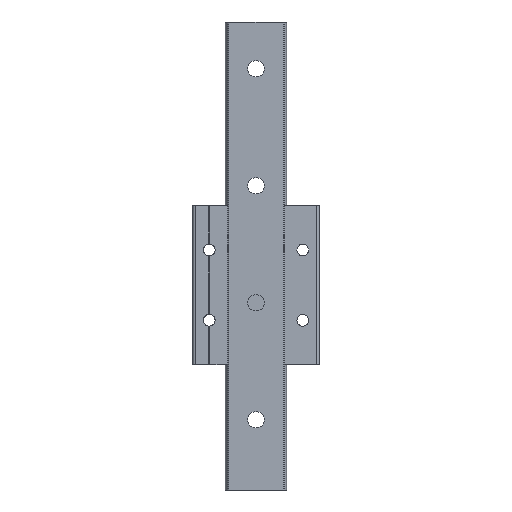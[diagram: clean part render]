
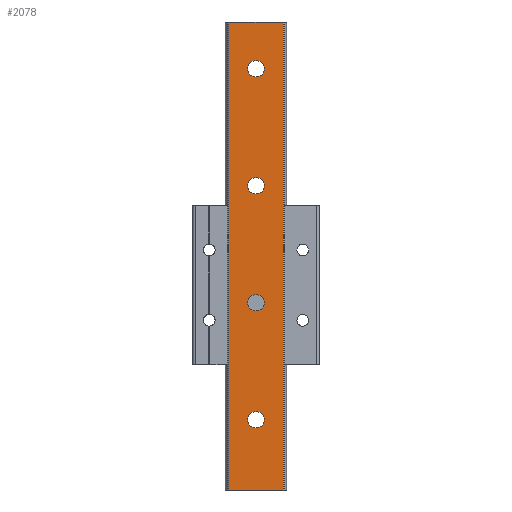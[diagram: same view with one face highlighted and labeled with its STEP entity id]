
A CAD part, front view. The second image highlights one B-rep face of the part: STEP entity #2078.
In plain terms, the highlighted planar face has unit normal (0, -1, 0).
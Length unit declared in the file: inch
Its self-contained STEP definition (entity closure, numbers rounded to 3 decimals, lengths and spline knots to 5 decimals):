
#101 = CARTESIAN_POINT ( 'NONE',  ( 0.23007, 0., -3.937 ) ) ;
#112 = AXIS2_PLACEMENT_3D ( 'NONE', #2930, #2908, #1704 ) ;
#122 = VECTOR ( 'NONE', #2788, 39.37008 ) ;
#154 = CARTESIAN_POINT ( 'NONE',  ( 0., 0., -2.29331 ) ) ;
#300 = DIRECTION ( 'NONE',  ( 0., 0., 1. ) ) ;
#308 = EDGE_LOOP ( 'NONE', ( #3289, #2176 ) ) ;
#332 = ORIENTED_EDGE ( 'NONE', *, *, #2571, .T. ) ;
#416 = CARTESIAN_POINT ( 'NONE',  ( -0.23007, 0., -3.93701 ) ) ;
#511 = CIRCLE ( 'NONE', #1411, 0.0689 ) ;
#567 = EDGE_CURVE ( 'NONE', #4932, #1330, #1967, .T. ) ;
#574 = EDGE_CURVE ( 'NONE', #1644, #2948, #1920, .T. ) ;
#592 = CIRCLE ( 'NONE', #112, 0.0689 ) ;
#607 = CARTESIAN_POINT ( 'NONE',  ( -0.23007, 0., 0. ) ) ;
#609 = AXIS2_PLACEMENT_3D ( 'NONE', #1659, #4891, #1327 ) ;
#620 = EDGE_CURVE ( 'NONE', #772, #2652, #1015, .T. ) ;
#621 = FACE_BOUND ( 'NONE', #3218, .T. ) ;
#631 = CARTESIAN_POINT ( 'NONE',  ( 0.23007, 0., 0. ) ) ;
#645 = FACE_OUTER_BOUND ( 'NONE', #1111, .T. ) ;
#674 = DIRECTION ( 'NONE',  ( 0., 1., 0. ) ) ;
#771 = CARTESIAN_POINT ( 'NONE',  ( 0., 0., -1.37795 ) ) ;
#772 = VERTEX_POINT ( 'NONE', #1096 ) ;
#787 = DIRECTION ( 'NONE',  ( 0., 1., 0. ) ) ;
#895 = CARTESIAN_POINT ( 'NONE',  ( 0., 0., -0.4626 ) ) ;
#938 = CARTESIAN_POINT ( 'NONE',  ( 0., 0., -0.3248 ) ) ;
#946 = ORIENTED_EDGE ( 'NONE', *, *, #4238, .T. ) ;
#1015 = CIRCLE ( 'NONE', #609, 0.0689 ) ;
#1032 = EDGE_CURVE ( 'NONE', #1330, #1124, #2423, .T. ) ;
#1052 = PLANE ( 'NONE',  #3199 ) ;
#1073 = EDGE_LOOP ( 'NONE', ( #1317, #4564 ) ) ;
#1096 = CARTESIAN_POINT ( 'NONE',  ( 0., 0., -3.41535 ) ) ;
#1111 = EDGE_LOOP ( 'NONE', ( #3550, #2603, #3109, #2075 ) ) ;
#1124 = VERTEX_POINT ( 'NONE', #631 ) ;
#1130 = CARTESIAN_POINT ( 'NONE',  ( 0., 0., -1.37795 ) ) ;
#1135 = ORIENTED_EDGE ( 'NONE', *, *, #3139, .T. ) ;
#1206 = DIRECTION ( 'NONE',  ( 0., 1., 0. ) ) ;
#1225 = CARTESIAN_POINT ( 'NONE',  ( 0., 0., -0.3937 ) ) ;
#1317 = ORIENTED_EDGE ( 'NONE', *, *, #574, .T. ) ;
#1327 = DIRECTION ( 'NONE',  ( 0., 0., 1. ) ) ;
#1330 = VERTEX_POINT ( 'NONE', #2351 ) ;
#1368 = DIRECTION ( 'NONE',  ( 0., 0., 1. ) ) ;
#1392 = AXIS2_PLACEMENT_3D ( 'NONE', #4305, #787, #300 ) ;
#1398 = LINE ( 'NONE', #607, #4769 ) ;
#1411 = AXIS2_PLACEMENT_3D ( 'NONE', #1854, #2699, #1879 ) ;
#1444 = DIRECTION ( 'NONE',  ( 0., -1., 0. ) ) ;
#1524 = VERTEX_POINT ( 'NONE', #938 ) ;
#1563 = CARTESIAN_POINT ( 'NONE',  ( 0.23007, 0., -3.93701 ) ) ;
#1643 = EDGE_LOOP ( 'NONE', ( #946, #332 ) ) ;
#1644 = VERTEX_POINT ( 'NONE', #3778 ) ;
#1659 = CARTESIAN_POINT ( 'NONE',  ( 0., 0., -3.34646 ) ) ;
#1704 = DIRECTION ( 'NONE',  ( 0., 0., 1. ) ) ;
#1756 = EDGE_CURVE ( 'NONE', #3386, #2336, #4349, .T. ) ;
#1803 = AXIS2_PLACEMENT_3D ( 'NONE', #1225, #3198, #1965 ) ;
#1849 = DIRECTION ( 'NONE',  ( 0., 0., 1. ) ) ;
#1854 = CARTESIAN_POINT ( 'NONE',  ( 0., 0., -3.34646 ) ) ;
#1879 = DIRECTION ( 'NONE',  ( 0., 0., 1. ) ) ;
#1920 = CIRCLE ( 'NONE', #4798, 0.0689 ) ;
#1965 = DIRECTION ( 'NONE',  ( 0., 0., 1. ) ) ;
#1967 = LINE ( 'NONE', #1563, #122 ) ;
#1977 = ORIENTED_EDGE ( 'NONE', *, *, #1756, .T. ) ;
#2062 = VECTOR ( 'NONE', #1368, 39.37008 ) ;
#2075 = ORIENTED_EDGE ( 'NONE', *, *, #2880, .F. ) ;
#2078 = ADVANCED_FACE ( 'NONE', ( #4137, #621, #3358, #4160, #645 ), #1052, .T. ) ;
#2092 = DIRECTION ( 'NONE',  ( 0., 0., 1. ) ) ;
#2176 = ORIENTED_EDGE ( 'NONE', *, *, #620, .T. ) ;
#2213 = CIRCLE ( 'NONE', #1803, 0.0689 ) ;
#2273 = CARTESIAN_POINT ( 'NONE',  ( 0., 0., -1.44685 ) ) ;
#2336 = VERTEX_POINT ( 'NONE', #4853 ) ;
#2351 = CARTESIAN_POINT ( 'NONE',  ( 0.23007, 0., -3.93701 ) ) ;
#2363 = VERTEX_POINT ( 'NONE', #895 ) ;
#2375 = CARTESIAN_POINT ( 'NONE',  ( 0., 0., -3.27756 ) ) ;
#2423 = LINE ( 'NONE', #101, #3391 ) ;
#2497 = LINE ( 'NONE', #4066, #2062 ) ;
#2571 = EDGE_CURVE ( 'NONE', #2363, #1524, #2213, .T. ) ;
#2603 = ORIENTED_EDGE ( 'NONE', *, *, #567, .T. ) ;
#2629 = AXIS2_PLACEMENT_3D ( 'NONE', #4184, #674, #1849 ) ;
#2652 = VERTEX_POINT ( 'NONE', #2375 ) ;
#2699 = DIRECTION ( 'NONE',  ( 0., 1., 0. ) ) ;
#2788 = DIRECTION ( 'NONE',  ( 1., 0., 0. ) ) ;
#2880 = EDGE_CURVE ( 'NONE', #4984, #1124, #1398, .T. ) ;
#2908 = DIRECTION ( 'NONE',  ( 0., 1., 0. ) ) ;
#2930 = CARTESIAN_POINT ( 'NONE',  ( 0., 0., -0.3937 ) ) ;
#2948 = VERTEX_POINT ( 'NONE', #2273 ) ;
#3004 = DIRECTION ( 'NONE',  ( 1., 0., 0. ) ) ;
#3109 = ORIENTED_EDGE ( 'NONE', *, *, #1032, .T. ) ;
#3139 = EDGE_CURVE ( 'NONE', #2336, #3386, #4606, .T. ) ;
#3152 = EDGE_CURVE ( 'NONE', #2948, #1644, #4437, .T. ) ;
#3198 = DIRECTION ( 'NONE',  ( 0., 1., 0. ) ) ;
#3199 = AXIS2_PLACEMENT_3D ( 'NONE', #4186, #1444, #3004 ) ;
#3208 = AXIS2_PLACEMENT_3D ( 'NONE', #1130, #1206, #4699 ) ;
#3218 = EDGE_LOOP ( 'NONE', ( #1977, #1135 ) ) ;
#3289 = ORIENTED_EDGE ( 'NONE', *, *, #3884, .T. ) ;
#3358 = FACE_BOUND ( 'NONE', #1073, .T. ) ;
#3386 = VERTEX_POINT ( 'NONE', #154 ) ;
#3391 = VECTOR ( 'NONE', #2092, 39.37008 ) ;
#3550 = ORIENTED_EDGE ( 'NONE', *, *, #3834, .F. ) ;
#3778 = CARTESIAN_POINT ( 'NONE',  ( 0., 0., -1.30906 ) ) ;
#3783 = DIRECTION ( 'NONE',  ( 1., 0., 0. ) ) ;
#3834 = EDGE_CURVE ( 'NONE', #4932, #4984, #2497, .T. ) ;
#3884 = EDGE_CURVE ( 'NONE', #2652, #772, #511, .T. ) ;
#4066 = CARTESIAN_POINT ( 'NONE',  ( -0.23007, 0., -3.937 ) ) ;
#4137 = FACE_BOUND ( 'NONE', #308, .T. ) ;
#4160 = FACE_BOUND ( 'NONE', #1643, .T. ) ;
#4184 = CARTESIAN_POINT ( 'NONE',  ( 0., 0., -2.3622 ) ) ;
#4186 = CARTESIAN_POINT ( 'NONE',  ( -0.23007, 0., -3.937 ) ) ;
#4238 = EDGE_CURVE ( 'NONE', #1524, #2363, #592, .T. ) ;
#4305 = CARTESIAN_POINT ( 'NONE',  ( 0., 0., -2.3622 ) ) ;
#4349 = CIRCLE ( 'NONE', #1392, 0.0689 ) ;
#4360 = DIRECTION ( 'NONE',  ( 0., 1., 0. ) ) ;
#4369 = CARTESIAN_POINT ( 'NONE',  ( -0.23007, 0., 0. ) ) ;
#4437 = CIRCLE ( 'NONE', #3208, 0.0689 ) ;
#4564 = ORIENTED_EDGE ( 'NONE', *, *, #3152, .T. ) ;
#4606 = CIRCLE ( 'NONE', #2629, 0.0689 ) ;
#4699 = DIRECTION ( 'NONE',  ( 0., 0., 1. ) ) ;
#4769 = VECTOR ( 'NONE', #3783, 39.37008 ) ;
#4798 = AXIS2_PLACEMENT_3D ( 'NONE', #771, #4360, #4847 ) ;
#4847 = DIRECTION ( 'NONE',  ( 0., 0., 1. ) ) ;
#4853 = CARTESIAN_POINT ( 'NONE',  ( 0., 0., -2.4311 ) ) ;
#4891 = DIRECTION ( 'NONE',  ( 0., 1., 0. ) ) ;
#4932 = VERTEX_POINT ( 'NONE', #416 ) ;
#4984 = VERTEX_POINT ( 'NONE', #4369 ) ;
